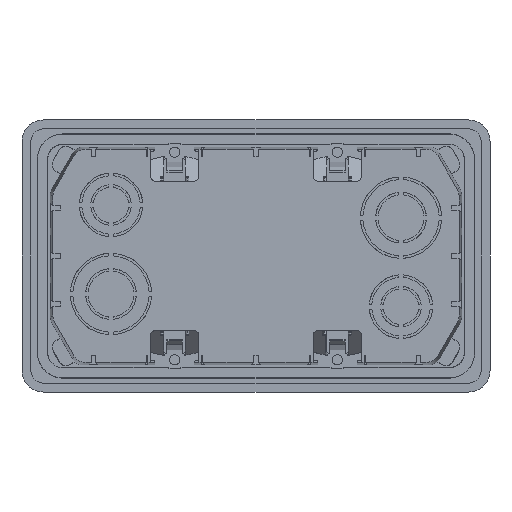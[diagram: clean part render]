
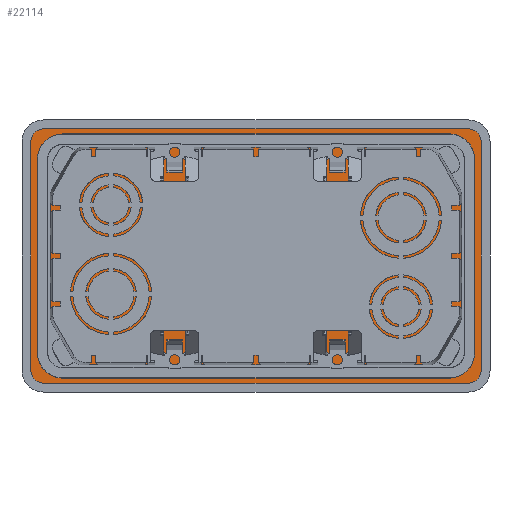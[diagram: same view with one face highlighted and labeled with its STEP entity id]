
A CAD part, top view. The second image highlights one B-rep face of the part: STEP entity #22114.
In plain terms, the highlighted planar face has unit normal (0, 0, 1).
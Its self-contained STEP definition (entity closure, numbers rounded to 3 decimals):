
#35 = DIRECTION ( 'NONE',  ( 0., -1., 0. ) ) ;
#79 = CIRCLE ( 'NONE', #23811, 5. ) ;
#304 = CARTESIAN_POINT ( 'NONE',  ( -77., -38.5, 0. ) ) ;
#853 = DIRECTION ( 'NONE',  ( -1., 0., 0. ) ) ;
#1063 = CARTESIAN_POINT ( 'NONE',  ( -83.5, -50., 0. ) ) ;
#1445 = DIRECTION ( 'NONE',  ( 0., 1., 0. ) ) ;
#1528 = DIRECTION ( 'NONE',  ( 0., 0., -1. ) ) ;
#1805 = CIRCLE ( 'NONE', #17996, 5. ) ;
#2010 = CIRCLE ( 'NONE', #20923, 4.6 ) ;
#2063 = EDGE_LOOP ( 'NONE', ( #12556, #20333 ) ) ;
#2179 = FACE_BOUND ( 'NONE', #25017, .T. ) ;
#2290 = DIRECTION ( 'NONE',  ( 0., 0., 1. ) ) ;
#2598 = ORIENTED_EDGE ( 'NONE', *, *, #28635, .T. ) ;
#2774 = ORIENTED_EDGE ( 'NONE', *, *, #24145, .T. ) ;
#2815 = CIRCLE ( 'NONE', #7145, 4.6 ) ;
#3990 = ORIENTED_EDGE ( 'NONE', *, *, #22751, .T. ) ;
#4003 = CARTESIAN_POINT ( 'NONE',  ( 88.5, -45., 0. ) ) ;
#4084 = CARTESIAN_POINT ( 'NONE',  ( -77., -38.5, 0. ) ) ;
#4754 = ORIENTED_EDGE ( 'NONE', *, *, #26242, .T. ) ;
#4894 = DIRECTION ( 'NONE',  ( -1., 0., 0. ) ) ;
#4920 = ORIENTED_EDGE ( 'NONE', *, *, #20450, .T. ) ;
#5011 = CARTESIAN_POINT ( 'NONE',  ( 83.5, -45., 0. ) ) ;
#5624 = CIRCLE ( 'NONE', #19131, 4.6 ) ;
#5756 = CARTESIAN_POINT ( 'NONE',  ( 88.5, 45., 0. ) ) ;
#5760 = CARTESIAN_POINT ( 'NONE',  ( -81.6, -38.5, 0. ) ) ;
#5831 = CIRCLE ( 'NONE', #24696, 4.6 ) ;
#6044 = EDGE_CURVE ( 'NONE', #29289, #22831, #22130, .T. ) ;
#6526 = EDGE_CURVE ( 'NONE', #24905, #26558, #79, .T. ) ;
#7145 = AXIS2_PLACEMENT_3D ( 'NONE', #9292, #14690, #4894 ) ;
#7287 = EDGE_CURVE ( 'NONE', #28949, #21514, #2815, .T. ) ;
#7500 = LINE ( 'NONE', #20999, #20254 ) ;
#7519 = DIRECTION ( 'NONE',  ( -1., 0., 0. ) ) ;
#7521 = ORIENTED_EDGE ( 'NONE', *, *, #11809, .T. ) ;
#7530 = VERTEX_POINT ( 'NONE', #9553 ) ;
#7634 = CARTESIAN_POINT ( 'NONE',  ( -83.5, -45., 0. ) ) ;
#7771 = CARTESIAN_POINT ( 'NONE',  ( 72.4, -38.5, 0. ) ) ;
#7969 = DIRECTION ( 'NONE',  ( 0., 0., 1. ) ) ;
#8090 = DIRECTION ( 'NONE',  ( 0., 0., -1. ) ) ;
#8180 = LINE ( 'NONE', #1063, #29258 ) ;
#8551 = CARTESIAN_POINT ( 'NONE',  ( -77., 38.5, 0. ) ) ;
#8606 = CARTESIAN_POINT ( 'NONE',  ( 83.5, 50., 0. ) ) ;
#9209 = CARTESIAN_POINT ( 'NONE',  ( -83.5, 45., 0. ) ) ;
#9239 = EDGE_CURVE ( 'NONE', #21514, #28949, #2010, .T. ) ;
#9288 = CARTESIAN_POINT ( 'NONE',  ( -83.5, -50., 0. ) ) ;
#9292 = CARTESIAN_POINT ( 'NONE',  ( 77., 38.5, 0. ) ) ;
#9344 = EDGE_CURVE ( 'NONE', #7530, #17906, #5831, .T. ) ;
#9553 = CARTESIAN_POINT ( 'NONE',  ( -72.4, -38.5, 0. ) ) ;
#10786 = DIRECTION ( 'NONE',  ( 0., 0., 1. ) ) ;
#10951 = DIRECTION ( 'NONE',  ( 1., 0., 0. ) ) ;
#11050 = CARTESIAN_POINT ( 'NONE',  ( 81.6, -38.5, 0. ) ) ;
#11363 = DIRECTION ( 'NONE',  ( 1., 0., 0. ) ) ;
#11657 = EDGE_CURVE ( 'NONE', #29375, #29395, #14857, .T. ) ;
#11809 = EDGE_CURVE ( 'NONE', #26558, #29289, #7500, .T. ) ;
#11940 = AXIS2_PLACEMENT_3D ( 'NONE', #24505, #14201, #16748 ) ;
#12556 = ORIENTED_EDGE ( 'NONE', *, *, #25174, .T. ) ;
#12654 = FACE_BOUND ( 'NONE', #25052, .T. ) ;
#13079 = EDGE_CURVE ( 'NONE', #22103, #29192, #15701, .T. ) ;
#13263 = CARTESIAN_POINT ( 'NONE',  ( 81.6, 38.5, 0. ) ) ;
#13325 = PLANE ( 'NONE',  #18553 ) ;
#13661 = CARTESIAN_POINT ( 'NONE',  ( -83.5, 45., 0. ) ) ;
#14201 = DIRECTION ( 'NONE',  ( 0., 0., -1. ) ) ;
#14690 = DIRECTION ( 'NONE',  ( 0., 0., -1. ) ) ;
#14857 = CIRCLE ( 'NONE', #24033, 5. ) ;
#14940 = CARTESIAN_POINT ( 'NONE',  ( -77., 38.5, 0. ) ) ;
#14964 = DIRECTION ( 'NONE',  ( 1., 0., 0. ) ) ;
#15033 = AXIS2_PLACEMENT_3D ( 'NONE', #8551, #16329, #21731 ) ;
#15200 = CARTESIAN_POINT ( 'NONE',  ( -88.5, -45., 0. ) ) ;
#15575 = CIRCLE ( 'NONE', #15033, 4.6 ) ;
#15616 = CARTESIAN_POINT ( 'NONE',  ( -88.5, 45., 0. ) ) ;
#15701 = CIRCLE ( 'NONE', #11940, 4.6 ) ;
#15948 = EDGE_CURVE ( 'NONE', #31204, #30592, #1805, .T. ) ;
#16026 = CARTESIAN_POINT ( 'NONE',  ( 83.5, 50., 0. ) ) ;
#16329 = DIRECTION ( 'NONE',  ( 0., 0., -1. ) ) ;
#16339 = ORIENTED_EDGE ( 'NONE', *, *, #7287, .T. ) ;
#16479 = CARTESIAN_POINT ( 'NONE',  ( 88.5, -45., 0. ) ) ;
#16649 = AXIS2_PLACEMENT_3D ( 'NONE', #304, #8090, #30886 ) ;
#16748 = DIRECTION ( 'NONE',  ( -1., 0., 0. ) ) ;
#17584 = FACE_BOUND ( 'NONE', #2063, .T. ) ;
#17625 = ORIENTED_EDGE ( 'NONE', *, *, #13079, .T. ) ;
#17884 = CIRCLE ( 'NONE', #31361, 4.6 ) ;
#17906 = VERTEX_POINT ( 'NONE', #5760 ) ;
#17996 = AXIS2_PLACEMENT_3D ( 'NONE', #5011, #2290, #14964 ) ;
#18099 = CARTESIAN_POINT ( 'NONE',  ( 83.5, -50., 0. ) ) ;
#18282 = DIRECTION ( 'NONE',  ( 1., 0., 0. ) ) ;
#18553 = AXIS2_PLACEMENT_3D ( 'NONE', #13661, #10786, #10951 ) ;
#19131 = AXIS2_PLACEMENT_3D ( 'NONE', #23104, #31043, #33406 ) ;
#19515 = DIRECTION ( 'NONE',  ( 0., 0., 1. ) ) ;
#19542 = CARTESIAN_POINT ( 'NONE',  ( -81.6, 38.5, 0. ) ) ;
#20114 = FACE_BOUND ( 'NONE', #22405, .T. ) ;
#20254 = VECTOR ( 'NONE', #35, 1000. ) ;
#20333 = ORIENTED_EDGE ( 'NONE', *, *, #9344, .T. ) ;
#20450 = EDGE_CURVE ( 'NONE', #22831, #31204, #8180, .T. ) ;
#20759 = CARTESIAN_POINT ( 'NONE',  ( -72.4, 38.5, 0. ) ) ;
#20923 = AXIS2_PLACEMENT_3D ( 'NONE', #20982, #31276, #853 ) ;
#20982 = CARTESIAN_POINT ( 'NONE',  ( 77., 38.5, 0. ) ) ;
#20995 = ORIENTED_EDGE ( 'NONE', *, *, #6526, .T. ) ;
#20999 = CARTESIAN_POINT ( 'NONE',  ( -88.5, 45., 0. ) ) ;
#21514 = VERTEX_POINT ( 'NONE', #29320 ) ;
#21588 = LINE ( 'NONE', #16026, #32773 ) ;
#21591 = AXIS2_PLACEMENT_3D ( 'NONE', #7634, #7969, #18282 ) ;
#21731 = DIRECTION ( 'NONE',  ( -1., 0., 0. ) ) ;
#22066 = LINE ( 'NONE', #4003, #28537 ) ;
#22103 = VERTEX_POINT ( 'NONE', #7771 ) ;
#22114 = ADVANCED_FACE ( 'NONE', ( #17584, #20114, #12654, #2179, #31731 ), #13325, .T. ) ;
#22130 = CIRCLE ( 'NONE', #21591, 5. ) ;
#22405 = EDGE_LOOP ( 'NONE', ( #3990, #31977 ) ) ;
#22751 = EDGE_CURVE ( 'NONE', #26222, #31672, #17884, .T. ) ;
#22831 = VERTEX_POINT ( 'NONE', #9288 ) ;
#23104 = CARTESIAN_POINT ( 'NONE',  ( 77., -38.5, 0. ) ) ;
#23427 = ORIENTED_EDGE ( 'NONE', *, *, #9239, .T. ) ;
#23811 = AXIS2_PLACEMENT_3D ( 'NONE', #9209, #29642, #29470 ) ;
#24019 = ORIENTED_EDGE ( 'NONE', *, *, #11657, .T. ) ;
#24033 = AXIS2_PLACEMENT_3D ( 'NONE', #32341, #19515, #31834 ) ;
#24145 = EDGE_CURVE ( 'NONE', #29395, #24905, #21588, .T. ) ;
#24505 = CARTESIAN_POINT ( 'NONE',  ( 77., -38.5, 0. ) ) ;
#24696 = AXIS2_PLACEMENT_3D ( 'NONE', #4084, #1528, #32616 ) ;
#24721 = CIRCLE ( 'NONE', #16649, 4.6 ) ;
#24905 = VERTEX_POINT ( 'NONE', #26362 ) ;
#25017 = EDGE_LOOP ( 'NONE', ( #23427, #16339 ) ) ;
#25048 = EDGE_LOOP ( 'NONE', ( #24019, #2774, #20995, #7521, #25234, #4920, #27087, #4754 ) ) ;
#25052 = EDGE_LOOP ( 'NONE', ( #17625, #2598 ) ) ;
#25174 = EDGE_CURVE ( 'NONE', #17906, #7530, #24721, .T. ) ;
#25234 = ORIENTED_EDGE ( 'NONE', *, *, #6044, .T. ) ;
#25241 = DIRECTION ( 'NONE',  ( 0., 0., -1. ) ) ;
#25605 = EDGE_CURVE ( 'NONE', #31672, #26222, #15575, .T. ) ;
#26222 = VERTEX_POINT ( 'NONE', #19542 ) ;
#26242 = EDGE_CURVE ( 'NONE', #30592, #29375, #22066, .T. ) ;
#26362 = CARTESIAN_POINT ( 'NONE',  ( -83.5, 50., 0. ) ) ;
#26482 = DIRECTION ( 'NONE',  ( -1., 0., 0. ) ) ;
#26558 = VERTEX_POINT ( 'NONE', #15616 ) ;
#27087 = ORIENTED_EDGE ( 'NONE', *, *, #15948, .T. ) ;
#28537 = VECTOR ( 'NONE', #1445, 1000. ) ;
#28635 = EDGE_CURVE ( 'NONE', #29192, #22103, #5624, .T. ) ;
#28949 = VERTEX_POINT ( 'NONE', #13263 ) ;
#29192 = VERTEX_POINT ( 'NONE', #11050 ) ;
#29258 = VECTOR ( 'NONE', #11363, 1000. ) ;
#29289 = VERTEX_POINT ( 'NONE', #15200 ) ;
#29320 = CARTESIAN_POINT ( 'NONE',  ( 72.4, 38.5, 0. ) ) ;
#29375 = VERTEX_POINT ( 'NONE', #5756 ) ;
#29395 = VERTEX_POINT ( 'NONE', #8606 ) ;
#29470 = DIRECTION ( 'NONE',  ( 1., 0., 0. ) ) ;
#29642 = DIRECTION ( 'NONE',  ( 0., 0., 1. ) ) ;
#30592 = VERTEX_POINT ( 'NONE', #16479 ) ;
#30886 = DIRECTION ( 'NONE',  ( -1., 0., 0. ) ) ;
#31043 = DIRECTION ( 'NONE',  ( 0., 0., -1. ) ) ;
#31204 = VERTEX_POINT ( 'NONE', #18099 ) ;
#31276 = DIRECTION ( 'NONE',  ( 0., 0., -1. ) ) ;
#31361 = AXIS2_PLACEMENT_3D ( 'NONE', #14940, #25241, #7519 ) ;
#31672 = VERTEX_POINT ( 'NONE', #20759 ) ;
#31731 = FACE_OUTER_BOUND ( 'NONE', #25048, .T. ) ;
#31834 = DIRECTION ( 'NONE',  ( 1., 0., 0. ) ) ;
#31977 = ORIENTED_EDGE ( 'NONE', *, *, #25605, .T. ) ;
#32341 = CARTESIAN_POINT ( 'NONE',  ( 83.5, 45., 0. ) ) ;
#32616 = DIRECTION ( 'NONE',  ( -1., 0., 0. ) ) ;
#32773 = VECTOR ( 'NONE', #26482, 1000. ) ;
#33406 = DIRECTION ( 'NONE',  ( -1., 0., 0. ) ) ;
